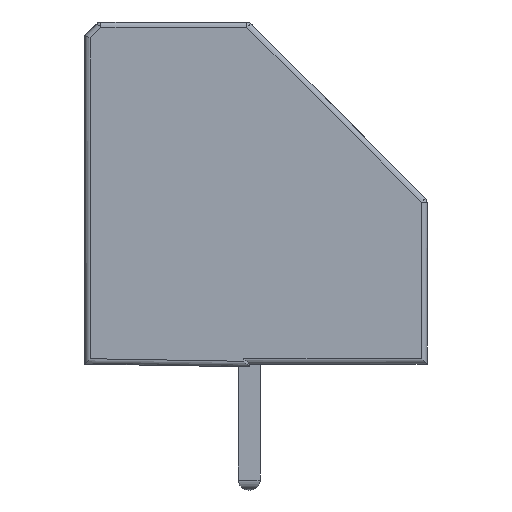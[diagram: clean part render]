
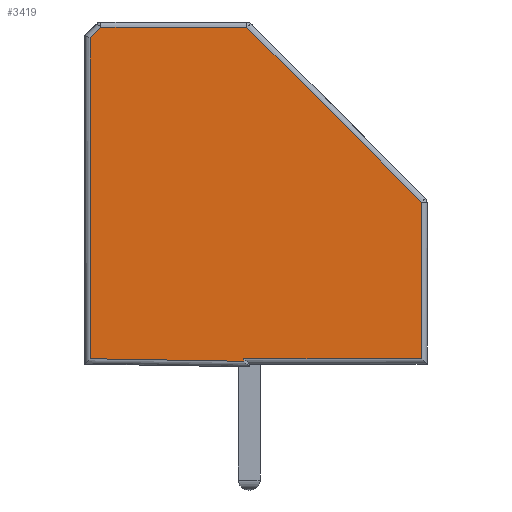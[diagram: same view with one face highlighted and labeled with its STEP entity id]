
A CAD part, left-side view. The second image highlights one B-rep face of the part: STEP entity #3419.
In plain terms, the highlighted planar face has unit normal (-1, 0, 0).
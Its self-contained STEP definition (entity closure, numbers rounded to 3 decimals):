
#13=DIRECTION('',(0.,0.,1.));
#27=VECTOR('',#13,1.);
#51=DIRECTION('',(0.,0.707,-0.707));
#52=DIRECTION('',(0.,0.707,0.707));
#78=DIRECTION('',(0.,-1.,0.));
#129=VECTOR('',#78,1.);
#149=VECTOR('',#52,1.);
#156=VECTOR('',#157,1.);
#157=DIRECTION('',(0.,1.,0.));
#164=VECTOR('',#51,1.);
#171=VECTOR('',#172,1.);
#172=DIRECTION('',(0.,0.,-1.));
#179=VECTOR('',#180,1.);
#180=DIRECTION('',(0.,-1.,-0.017));
#189=DIRECTION('',(-1.,0.,0.));
#190=DIRECTION('',(0.,-1.,0.));
#689=VERTEX_POINT('',#690);
#690=CARTESIAN_POINT('',(-2.5,-6.3,6.017));
#700=EDGE_CURVE('',#701,#689,#703,.T.);
#701=VERTEX_POINT('',#702);
#702=CARTESIAN_POINT('',(-2.5,-6.3,0.3));
#703=LINE('',#704,#27);
#704=CARTESIAN_POINT('',(-2.5,-6.3,0.1));
#1500=VERTEX_POINT('',#1501);
#1501=CARTESIAN_POINT('',(-2.5,0.2,0.3));
#1505=ORIENTED_EDGE('',*,*,#1506,.T.);
#1506=EDGE_CURVE('',#1500,#701,#1507,.T.);
#1507=LINE('',#1508,#129);
#1508=CARTESIAN_POINT('',(-2.5,0.,0.3));
#3419=ADVANCED_FACE('',(#3420),#3457,.T.);
#3420=FACE_BOUND('',#3421,.T.);
#3421=EDGE_LOOP('',(#3422,#1505,#3428,#3429,#3435,#3441,#3447,#3453));
#3422=ORIENTED_EDGE('',*,*,#3423,.T.);
#3423=EDGE_CURVE('',#3424,#1500,#3426,.T.);
#3424=VERTEX_POINT('',#3425);
#3425=CARTESIAN_POINT('',(-2.5,0.2,0.203));
#3426=LINE('',#3427,#27);
#3427=CARTESIAN_POINT('',(-2.5,0.2,0.));
#3428=ORIENTED_EDGE('',*,*,#700,.T.);
#3429=ORIENTED_EDGE('',*,*,#3430,.T.);
#3430=EDGE_CURVE('',#689,#3431,#3433,.T.);
#3431=VERTEX_POINT('',#3432);
#3432=CARTESIAN_POINT('',(-2.5,0.083,12.4));
#3433=LINE('',#3434,#149);
#3434=CARTESIAN_POINT('',(-2.5,-6.359,5.959));
#3435=ORIENTED_EDGE('',*,*,#3436,.T.);
#3436=EDGE_CURVE('',#3431,#3437,#3439,.T.);
#3437=VERTEX_POINT('',#3438);
#3438=CARTESIAN_POINT('',(-2.5,5.417,12.4));
#3439=LINE('',#3440,#156);
#3440=CARTESIAN_POINT('',(-2.5,0.,12.4));
#3441=ORIENTED_EDGE('',*,*,#3442,.T.);
#3442=EDGE_CURVE('',#3437,#3443,#3445,.T.);
#3443=VERTEX_POINT('',#3444);
#3444=CARTESIAN_POINT('',(-2.5,5.8,12.017));
#3445=LINE('',#3446,#164);
#3446=CARTESIAN_POINT('',(-2.5,5.359,12.459));
#3447=ORIENTED_EDGE('',*,*,#3448,.T.);
#3448=EDGE_CURVE('',#3443,#3449,#3451,.T.);
#3449=VERTEX_POINT('',#3450);
#3450=CARTESIAN_POINT('',(-2.5,5.8,0.297));
#3451=LINE('',#3452,#171);
#3452=CARTESIAN_POINT('',(-2.5,5.8,12.1));
#3453=ORIENTED_EDGE('',*,*,#3454,.T.);
#3454=EDGE_CURVE('',#3449,#3424,#3455,.T.);
#3455=LINE('',#3456,#179);
#3456=CARTESIAN_POINT('',(-2.5,5.997,0.3));
#3457=PLANE('',#3458);
#3458=AXIS2_PLACEMENT_3D('',#3459,#189,#190);
#3459=CARTESIAN_POINT('',(-2.5,0.417,5.581));
